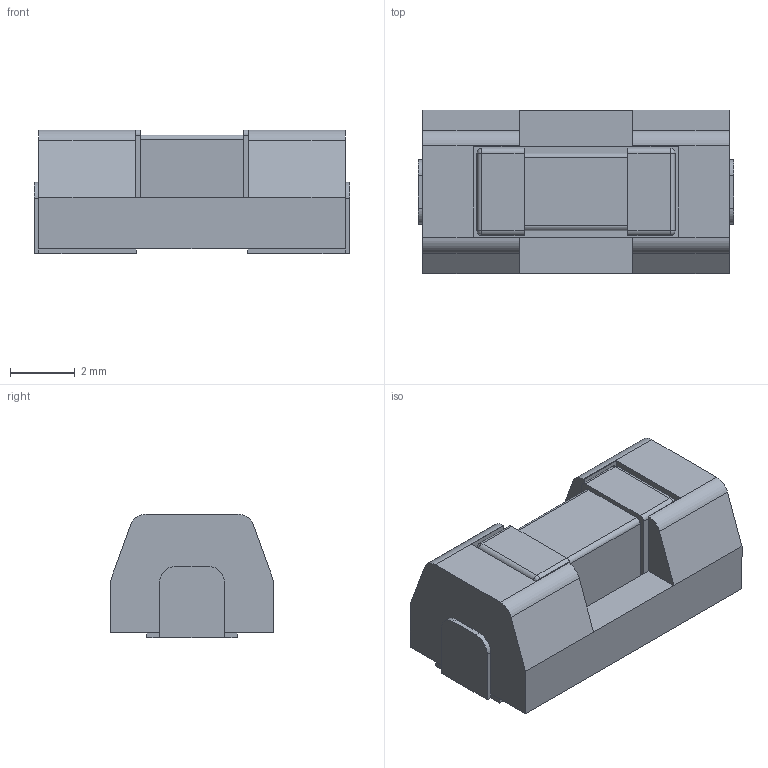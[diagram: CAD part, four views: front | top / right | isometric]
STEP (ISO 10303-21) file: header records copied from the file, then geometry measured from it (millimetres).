
FILE_DESCRIPTION((''),'2;1');
FILE_NAME('FUSE_LITTLEFUSE_0154.stp','2009-01-09T09:56:10',(''),(''),'Mechanical Desktop 2009','Mechanical Desktop 2009',', , ');
FILE_SCHEMA(('AUTOMOTIVE_DESIGN { 1 2 10303 214 1 1 1 1 }'));
Length unit declared in the file: millimetre
Products named in the file (1): Product
Bounding box: 9.73 x 5.03 x 3.81 mm (x, y, z)
Volume: 141.6 mm3; surface area: 371.8 mm2
Topology: 6 solids, 6 shells, 100 faces, 240 edges, 144 vertices
Faces by surface type: bspline 43, plane 35, cylinder 18, sphere 4
Entity records: 3068 total; most frequent: CARTESIAN_POINT 838, ORIENTED_EDGE 464, DIRECTION 404, EDGE_CURVE 232, VECTOR 176, LINE 176, VERTEX_POINT 144, AXIS2_PLACEMENT_3D 114
